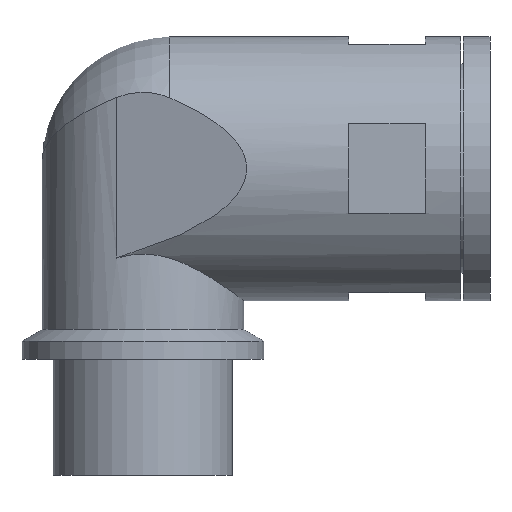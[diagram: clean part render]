
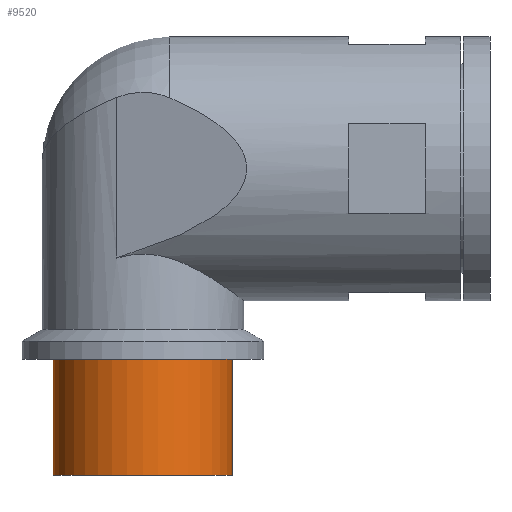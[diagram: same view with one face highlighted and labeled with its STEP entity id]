
A CAD part, front view. The second image highlights one B-rep face of the part: STEP entity #9520.
In plain terms, the highlighted cylindrical face has radius 10 mm (diameter 20 mm), a partial arc.
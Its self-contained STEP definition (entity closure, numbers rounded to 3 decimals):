
#9000=CARTESIAN_POINT('',(38.75,21.25,0.));
#9010=DIRECTION('',(0.,1.,0.));
#9020=DIRECTION('',(1.,0.,0.));
#9030=AXIS2_PLACEMENT_3D('',#9000,#9010,#9020);
#9040=CIRCLE('',#9030,10.);
#9050=CARTESIAN_POINT('',(28.75,21.25,0.));
#9060=VERTEX_POINT('',#9050);
#9070=CARTESIAN_POINT('',(48.75,21.25,0.));
#9080=VERTEX_POINT('',#9070);
#9090=EDGE_CURVE('',#9060,#9080,#9040,.T.);
#9210=CARTESIAN_POINT('',(38.75,27.29,0.));
#9220=DIRECTION('',(0.,-1.,0.));
#9230=DIRECTION('',(-1.,0.,0.));
#9240=AXIS2_PLACEMENT_3D('',#9210,#9220,#9230);
#9250=CYLINDRICAL_SURFACE('',#9240,10.);
#9260=CARTESIAN_POINT('',(48.75,27.29,0.));
#9270=DIRECTION('',(0.,-1.,0.));
#9280=VECTOR('',#9270,1.);
#9290=LINE('',#9260,#9280);
#9300=CARTESIAN_POINT('',(48.75,34.25,0.));
#9310=VERTEX_POINT('',#9300);
#9320=EDGE_CURVE('',#9310,#9080,#9290,.T.);
#9330=ORIENTED_EDGE('',*,*,#9320,.F.);
#9340=ORIENTED_EDGE('',*,*,#9090,.T.);
#9350=CARTESIAN_POINT('',(28.75,27.29,0.));
#9360=DIRECTION('',(0.,-1.,0.));
#9370=VECTOR('',#9360,1.);
#9380=LINE('',#9350,#9370);
#9390=CARTESIAN_POINT('',(28.75,34.25,0.));
#9400=VERTEX_POINT('',#9390);
#9410=EDGE_CURVE('',#9400,#9060,#9380,.T.);
#9420=ORIENTED_EDGE('',*,*,#9410,.T.);
#9430=CARTESIAN_POINT('',(38.75,34.25,0.));
#9440=DIRECTION('',(0.,-1.,0.));
#9450=DIRECTION('',(-1.,0.,0.));
#9460=AXIS2_PLACEMENT_3D('',#9430,#9440,#9450);
#9470=CIRCLE('',#9460,10.);
#9480=EDGE_CURVE('',#9310,#9400,#9470,.T.);
#9490=ORIENTED_EDGE('',*,*,#9480,.T.);
#9500=EDGE_LOOP('',(#9490,#9420,#9340,#9330));
#9510=FACE_OUTER_BOUND('',#9500,.T.);
#9520=ADVANCED_FACE('',(#9510),#9250,.T.);
